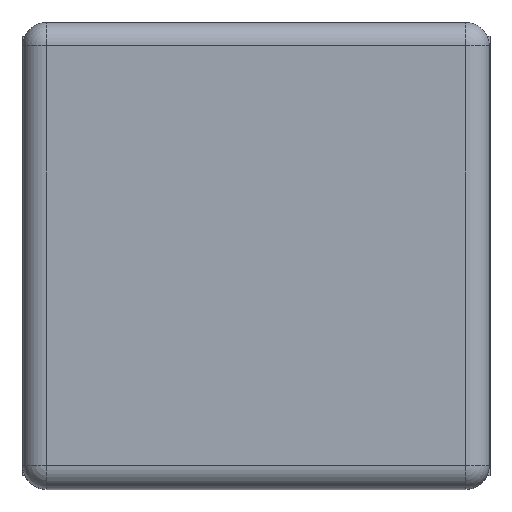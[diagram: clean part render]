
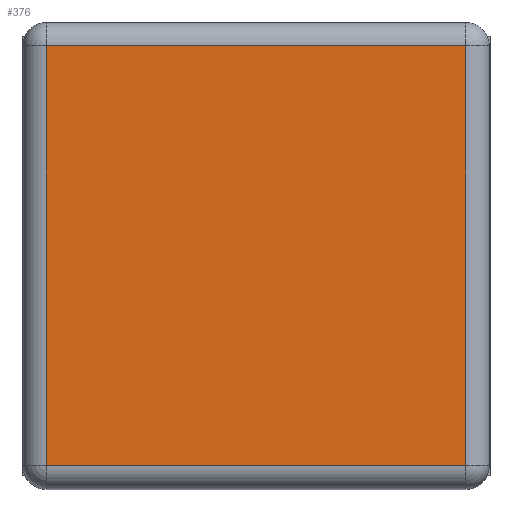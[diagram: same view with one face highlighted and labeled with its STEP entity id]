
A CAD part, top view. The second image highlights one B-rep face of the part: STEP entity #376.
In plain terms, the highlighted planar face has unit normal (0, 0, 1).
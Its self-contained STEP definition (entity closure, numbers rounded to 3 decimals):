
#112 = VERTEX_POINT('',#113);
#113 = CARTESIAN_POINT('',(-2.7,-2.7,4.7));
#120 = EDGE_CURVE('',#112,#121,#123,.T.);
#121 = VERTEX_POINT('',#122);
#122 = CARTESIAN_POINT('',(-2.7,2.7,4.7));
#123 = LINE('',#124,#125);
#124 = CARTESIAN_POINT('',(-2.7,-2.7,4.7));
#125 = VECTOR('',#126,1.);
#126 = DIRECTION('',(0.,1.,0.));
#376 = ADVANCED_FACE('',(#377),#402,.T.);
#377 = FACE_BOUND('',#378,.T.);
#378 = EDGE_LOOP('',(#379,#380,#388,#396));
#379 = ORIENTED_EDGE('',*,*,#120,.F.);
#380 = ORIENTED_EDGE('',*,*,#381,.F.);
#381 = EDGE_CURVE('',#382,#112,#384,.T.);
#382 = VERTEX_POINT('',#383);
#383 = CARTESIAN_POINT('',(2.7,-2.7,4.7));
#384 = LINE('',#385,#386);
#385 = CARTESIAN_POINT('',(2.7,-2.7,4.7));
#386 = VECTOR('',#387,1.);
#387 = DIRECTION('',(-1.,-0.,-0.));
#388 = ORIENTED_EDGE('',*,*,#389,.F.);
#389 = EDGE_CURVE('',#390,#382,#392,.T.);
#390 = VERTEX_POINT('',#391);
#391 = CARTESIAN_POINT('',(2.7,2.7,4.7));
#392 = LINE('',#393,#394);
#393 = CARTESIAN_POINT('',(2.7,2.7,4.7));
#394 = VECTOR('',#395,1.);
#395 = DIRECTION('',(-0.,-1.,-0.));
#396 = ORIENTED_EDGE('',*,*,#397,.F.);
#397 = EDGE_CURVE('',#121,#390,#398,.T.);
#398 = LINE('',#399,#400);
#399 = CARTESIAN_POINT('',(-2.7,2.7,4.7));
#400 = VECTOR('',#401,1.);
#401 = DIRECTION('',(1.,0.,0.));
#402 = PLANE('',#403);
#403 = AXIS2_PLACEMENT_3D('',#404,#405,#406);
#404 = CARTESIAN_POINT('',(-3.,-3.,4.7));
#405 = DIRECTION('',(0.,0.,1.));
#406 = DIRECTION('',(1.,0.,0.));
